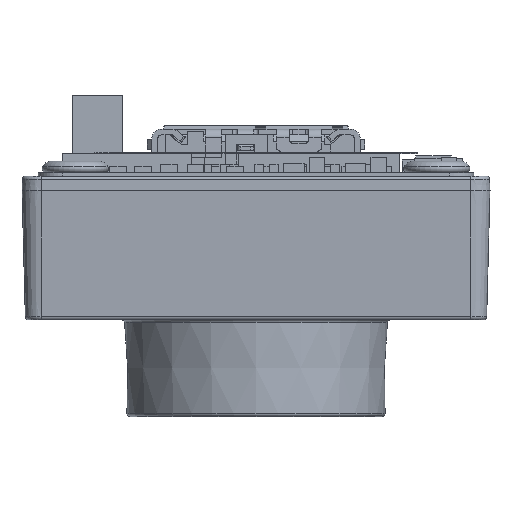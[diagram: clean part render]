
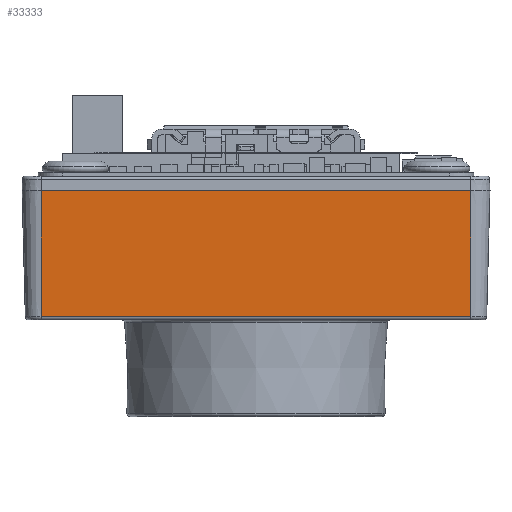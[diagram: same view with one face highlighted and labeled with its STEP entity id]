
A CAD part, left-side view. The second image highlights one B-rep face of the part: STEP entity #33333.
In plain terms, the highlighted planar face has unit normal (-1, 0, -0.026).
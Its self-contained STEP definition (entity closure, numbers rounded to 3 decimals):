
#232=PLANE('',#35105);
#1753=LINE('',#47319,#5461);
#1796=LINE('',#47833,#5504);
#1797=LINE('',#47837,#5505);
#1799=LINE('',#47840,#5507);
#5461=VECTOR('',#37585,26.6);
#5504=VECTOR('',#37884,26.6);
#5505=VECTOR('',#37891,7.808);
#5507=VECTOR('',#37895,7.808);
#11554=FACE_OUTER_BOUND('',#13346,.T.);
#13346=EDGE_LOOP('',(#24488,#24489,#24490,#24491));
#15871=VERTEX_POINT('',#47313);
#15872=VERTEX_POINT('',#47317);
#15948=VERTEX_POINT('',#47827);
#15949=VERTEX_POINT('',#47831);
#19152=EDGE_CURVE('',#15871,#15872,#1753,.T.);
#19270=EDGE_CURVE('',#15948,#15949,#1796,.T.);
#19272=EDGE_CURVE('',#15949,#15872,#1797,.T.);
#19274=EDGE_CURVE('',#15948,#15871,#1799,.T.);
#24488=ORIENTED_EDGE('',*,*,#19152,.F.);
#24489=ORIENTED_EDGE('',*,*,#19274,.F.);
#24490=ORIENTED_EDGE('',*,*,#19270,.T.);
#24491=ORIENTED_EDGE('',*,*,#19272,.T.);
#33333=ADVANCED_FACE('',(#11554),#232,.T.);
#35105=AXIS2_PLACEMENT_3D('',#47839,#37893,#37894);
#37585=DIRECTION('',(0.,1.,0.));
#37884=DIRECTION('',(0.,1.,0.));
#37891=DIRECTION('',(0.026,0.,-1.));
#37893=DIRECTION('center_axis',(-1.,0.,
-0.026));
#37894=DIRECTION('ref_axis',(0.,1.,0.));
#37895=DIRECTION('',(0.026,0.,-1.));
#47313=CARTESIAN_POINT('',(-14.296,-13.3,6.195));
#47317=CARTESIAN_POINT('',(-14.296,13.3,6.195));
#47319=CARTESIAN_POINT('',(-14.296,6.65,6.195));
#47827=CARTESIAN_POINT('',(-14.5,-13.3,14.));
#47831=CARTESIAN_POINT('',(-14.5,13.3,14.));
#47833=CARTESIAN_POINT('',(-14.5,-13.3,14.));
#47837=CARTESIAN_POINT('',(-14.5,13.3,14.));
#47839=CARTESIAN_POINT('Origin',(-14.5,13.3,14.));
#47840=CARTESIAN_POINT('',(-14.5,-13.3,14.));
